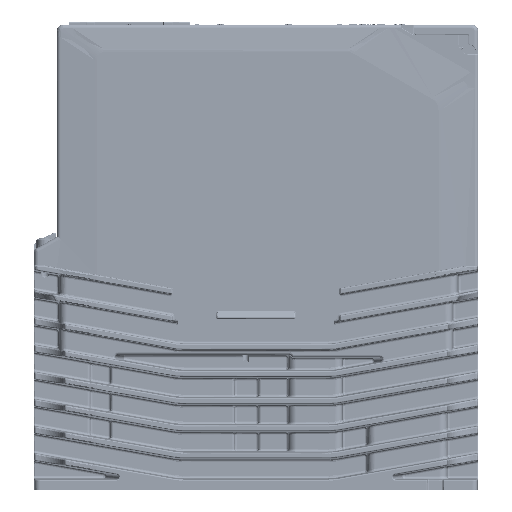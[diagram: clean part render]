
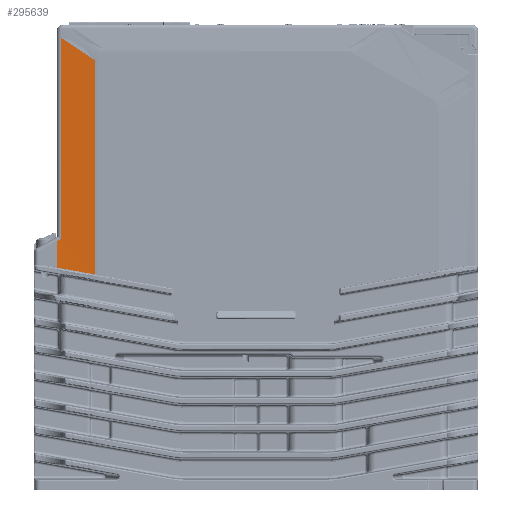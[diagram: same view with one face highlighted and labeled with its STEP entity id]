
A CAD part, left-side view. The second image highlights one B-rep face of the part: STEP entity #295639.
In plain terms, the highlighted cylindrical face has radius 113 mm (diameter 226 mm), a partial arc.
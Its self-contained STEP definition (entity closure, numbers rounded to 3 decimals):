
#831 = CARTESIAN_POINT ( 'NONE',  ( -19.271, 69.173, -9.229 ) ) ;
#2153 = EDGE_CURVE ( 'NONE', #215683, #133293, #241358, .T. ) ;
#3945 = CARTESIAN_POINT ( 'NONE',  ( -19.95, 62.381, -175.9 ) ) ;
#7148 = CARTESIAN_POINT ( 'NONE',  ( -19., 77., -95.617 ) ) ;
#18813 = ORIENTED_EDGE ( 'NONE', *, *, #254650, .F. ) ;
#27455 = CARTESIAN_POINT ( 'NONE',  ( -19.222, 69.916, -8.733 ) ) ;
#39833 = AXIS2_PLACEMENT_3D ( 'NONE', #182233, #61999, #207525 ) ;
#55285 = CARTESIAN_POINT ( 'NONE',  ( -19.95, 62.381, -13.747 ) ) ;
#56751 = CARTESIAN_POINT ( 'NONE',  ( -19.203, 70.228, -8.525 ) ) ;
#59240 = CARTESIAN_POINT ( 'NONE',  ( -19.255, 69.415, -9.067 ) ) ;
#59754 = VERTEX_POINT ( 'NONE', #77806 ) ;
#61999 = DIRECTION ( 'NONE',  ( 0., 0., 1. ) ) ;
#65877 = LINE ( 'NONE', #295164, #260446 ) ;
#67650 = ORIENTED_EDGE ( 'NONE', *, *, #223600, .T. ) ;
#77806 = CARTESIAN_POINT ( 'NONE',  ( -19., 77., -93.991 ) ) ;
#84704 = CARTESIAN_POINT ( 'NONE',  ( -19.252, 69.463, -9.035 ) ) ;
#85924 = CARTESIAN_POINT ( 'NONE',  ( -19.165, 70.883, -8.087 ) ) ;
#87187 = CARTESIAN_POINT ( 'NONE',  ( -19.069, 72.926, -6.723 ) ) ;
#89662 = CARTESIAN_POINT ( 'NONE',  ( -19.95, 62.381, -13.747 ) ) ;
#98716 = LINE ( 'NONE', #7148, #333920 ) ;
#106319 = VERTEX_POINT ( 'NONE', #107540 ) ;
#107540 = CARTESIAN_POINT ( 'NONE',  ( -19.01, 75.52, -4.99 ) ) ;
#113822 = CARTESIAN_POINT ( 'NONE',  ( -19.45, 66.631, -10.924 ) ) ;
#115066 = CARTESIAN_POINT ( 'NONE',  ( -19.14, 71.362, -7.768 ) ) ;
#122570 = DIRECTION ( 'NONE',  ( 0., 0., 1. ) ) ;
#125957 = EDGE_LOOP ( 'NONE', ( #67650, #350757, #18813, #367101, #301542, #236955 ) ) ;
#133293 = VERTEX_POINT ( 'NONE', #55285 ) ;
#137164 = CARTESIAN_POINT ( 'NONE',  ( -19.003, 76.013, -83.132 ) ) ;
#143384 = VERTEX_POINT ( 'NONE', #275204 ) ;
#144143 = CARTESIAN_POINT ( 'NONE',  ( -19.01, 75.52, -4.99 ) ) ;
#160882 = CARTESIAN_POINT ( 'NONE',  ( -19.01, 75.52, -82.843 ) ) ;
#164016 =( BOUNDED_CURVE ( )  B_SPLINE_CURVE ( 3, ( #351730, #292232, #207538, #178504 ),
 .UNSPECIFIED., .F., .F. ) 
 B_SPLINE_CURVE_WITH_KNOTS ( ( 4, 4 ),
 ( 1.451, 1.58 ),
 .UNSPECIFIED. ) 
 CURVE ( )  GEOMETRIC_REPRESENTATION_ITEM ( )  RATIONAL_B_SPLINE_CURVE ( ( 1., 0.999, 0.999, 1. ) ) 
 REPRESENTATION_ITEM ( '' )  );
#167512 = CARTESIAN_POINT ( 'NONE',  ( -19., 77., -83.709 ) ) ;
#171239 = CARTESIAN_POINT ( 'NONE',  ( -19.01, 75.52, -82.843 ) ) ;
#178504 = CARTESIAN_POINT ( 'NONE',  ( -19.95, 62.381, -96.589 ) ) ;
#179447 = EDGE_CURVE ( 'NONE', #309058, #143384, #339579, .T. ) ;
#182233 = CARTESIAN_POINT ( 'NONE',  ( -132., 77., -175.9 ) ) ;
#191681 = VECTOR ( 'NONE', #324207, 1000. ) ;
#199873 = EDGE_CURVE ( 'NONE', #133293, #106319, #297677, .T. ) ;
#201053 = CARTESIAN_POINT ( 'NONE',  ( -19.248, 69.511, -9.003 ) ) ;
#202288 = CARTESIAN_POINT ( 'NONE',  ( -19.687, 64.393, -12.413 ) ) ;
#207525 = DIRECTION ( 'NONE',  ( -1., 0., 0. ) ) ;
#207538 = CARTESIAN_POINT ( 'NONE',  ( -19.317, 67.23, -95.721 ) ) ;
#215683 = VERTEX_POINT ( 'NONE', #334865 ) ;
#223600 = EDGE_CURVE ( 'NONE', #106319, #309058, #65877, .T. ) ;
#225720 = FACE_OUTER_BOUND ( 'NONE', #125957, .T. ) ;
#236955 = ORIENTED_EDGE ( 'NONE', *, *, #199873, .T. ) ;
#241358 = LINE ( 'NONE', #3945, #191681 ) ;
#254650 = EDGE_CURVE ( 'NONE', #59754, #143384, #98716, .T. ) ;
#254705 = CARTESIAN_POINT ( 'NONE',  ( -19., 76.507, -83.42 ) ) ;
#260415 = CARTESIAN_POINT ( 'NONE',  ( -19.25, 69.494, -9.014 ) ) ;
#260446 = VECTOR ( 'NONE', #268596, 1000. ) ;
#266286 = CYLINDRICAL_SURFACE ( 'NONE', #39833, 113. ) ;
#268596 = DIRECTION ( 'NONE',  ( 0., 0., -1. ) ) ;
#269846 = EDGE_CURVE ( 'NONE', #59754, #215683, #164016, .T. ) ;
#275204 = CARTESIAN_POINT ( 'NONE',  ( -19., 77., -83.709 ) ) ;
#290694 = CARTESIAN_POINT ( 'NONE',  ( -19.241, 69.616, -8.933 ) ) ;
#292232 = CARTESIAN_POINT ( 'NONE',  ( -19., 72.11, -94.854 ) ) ;
#295164 = CARTESIAN_POINT ( 'NONE',  ( -19.01, 75.52, -175.9 ) ) ;
#295639 = ADVANCED_FACE ( 'NONE', ( #225720 ), #266286, .F. ) ;
#297677 = B_SPLINE_CURVE_WITH_KNOTS ( 'NONE', 3,
 ( #89662, #202288, #113822, #831, #316075, #59240, #84704, #374365, #260415, #201053, #290694, #27455, #56751, #85924, #115066, #87187, #317305, #144143 ),
 .UNSPECIFIED., .F., .F.,
 ( 4, 2, 1, 1, 2, 2, 1, 1, 2, 2, 4 ),
 ( 0.028, 0.476, 0.49, 0.497, 0.499, 0.5, 0.504, 0.532, 0.588, 0.7, 0.923 ),
 .UNSPECIFIED. ) ;
#301542 = ORIENTED_EDGE ( 'NONE', *, *, #2153, .T. ) ;
#309058 = VERTEX_POINT ( 'NONE', #160882 ) ;
#316075 = CARTESIAN_POINT ( 'NONE',  ( -19.263, 69.289, -9.151 ) ) ;
#317305 = CARTESIAN_POINT ( 'NONE',  ( -19.028, 74.138, -5.913 ) ) ;
#324207 = DIRECTION ( 'NONE',  ( 0., 0., 1. ) ) ;
#333920 = VECTOR ( 'NONE', #122570, 1000. ) ;
#334865 = CARTESIAN_POINT ( 'NONE',  ( -19.95, 62.381, -96.589 ) ) ;
#339579 =( BOUNDED_CURVE ( )  B_SPLINE_CURVE ( 3, ( #171239, #137164, #254705, #167512 ),
 .UNSPECIFIED., .F., .F. ) 
 B_SPLINE_CURVE_WITH_KNOTS ( ( 4, 4 ),
 ( 1.558, 1.571 ),
 .UNSPECIFIED. ) 
 CURVE ( )  GEOMETRIC_REPRESENTATION_ITEM ( )  RATIONAL_B_SPLINE_CURVE ( ( 1., 1., 1., 1. ) ) 
 REPRESENTATION_ITEM ( '' )  );
#350757 = ORIENTED_EDGE ( 'NONE', *, *, #179447, .T. ) ;
#351730 = CARTESIAN_POINT ( 'NONE',  ( -19., 77., -93.991 ) ) ;
#367101 = ORIENTED_EDGE ( 'NONE', *, *, #269846, .T. ) ;
#374365 = CARTESIAN_POINT ( 'NONE',  ( -19.25, 69.483, -9.022 ) ) ;
